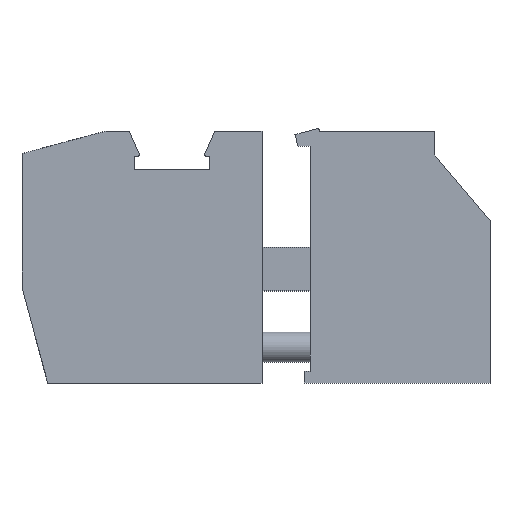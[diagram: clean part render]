
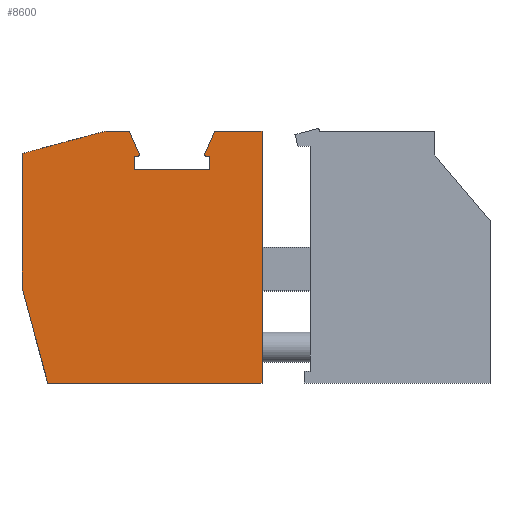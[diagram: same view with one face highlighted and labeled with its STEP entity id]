
A CAD part, top view. The second image highlights one B-rep face of the part: STEP entity #8600.
In plain terms, the highlighted planar face has unit normal (0, 0, 1).
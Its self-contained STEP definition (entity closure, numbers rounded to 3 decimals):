
#680=CARTESIAN_POINT('',(-165.675,94.345,8.1));
#690=VERTEX_POINT('',#680);
#720=CARTESIAN_POINT('',(-165.505,94.345,8.1));
#730=DIRECTION('',(0.,0.,1.));
#740=DIRECTION('',(1.,0.,0.));
#750=AXIS2_PLACEMENT_3D('',#720,#730,#740);
#760=CIRCLE('',#750,0.17);
#770=CARTESIAN_POINT('',(-165.505,94.175,8.1));
#780=VERTEX_POINT('',#770);
#790=EDGE_CURVE('',#690,#780,#760,.T.);
#1020=CARTESIAN_POINT('',(-207.151,0.,8.1));
#1030=DIRECTION('',(-0.402,-0.915,0.));
#1040=VECTOR('',#1030,1.);
#1050=LINE('',#1020,#1040);
#1060=CARTESIAN_POINT('',(-164.84,96.28,8.1));
#1070=VERTEX_POINT('',#1060);
#1080=CARTESIAN_POINT('',(-165.661,94.414,8.1));
#1090=VERTEX_POINT('',#1080);
#1100=EDGE_CURVE('',#1070,#1090,#1050,.T.);
#2490=CARTESIAN_POINT('',(-171.125,94.345,8.1));
#2500=VERTEX_POINT('',#2490);
#2530=CARTESIAN_POINT('',(-171.295,94.345,8.1));
#2540=DIRECTION('',(0.,0.,1.));
#2550=DIRECTION('',(1.,0.,0.));
#2560=AXIS2_PLACEMENT_3D('',#2530,#2540,#2550);
#2570=CIRCLE('',#2560,0.17);
#2580=CARTESIAN_POINT('',(-171.139,94.414,8.1));
#2590=VERTEX_POINT('',#2580);
#2600=EDGE_CURVE('',#2500,#2590,#2570,.T.);
#2960=CARTESIAN_POINT('',(-160.9,96.28,8.1));
#2970=VERTEX_POINT('',#2960);
#3020=CARTESIAN_POINT('',(0.,96.28,8.1));
#3030=DIRECTION('',(-1.,0.,0.));
#3040=VECTOR('',#3030,1.);
#3050=LINE('',#3020,#3040);
#3060=EDGE_CURVE('',#2970,#1070,#3050,.T.);
#5860=CARTESIAN_POINT('',(-160.9,75.28,8.1));
#5870=VERTEX_POINT('',#5860);
#5900=CARTESIAN_POINT('',(-160.9,0.,8.1));
#5910=DIRECTION('',(0.,1.,0.));
#5920=VECTOR('',#5910,1.);
#5930=LINE('',#5900,#5920);
#5940=EDGE_CURVE('',#5870,#2970,#5930,.T.);
#6630=CARTESIAN_POINT('',(-171.96,96.28,8.1));
#6640=VERTEX_POINT('',#6630);
#6670=CARTESIAN_POINT('',(0.,96.28,8.1));
#6680=DIRECTION('',(1.,0.,0.));
#6690=VECTOR('',#6680,1.);
#6700=LINE('',#6670,#6690);
#6710=CARTESIAN_POINT('',(-173.9,96.28,8.1));
#6720=VERTEX_POINT('',#6710);
#6730=EDGE_CURVE('',#6720,#6640,#6700,.T.);
#7670=CARTESIAN_POINT('',(-164.521,82.856,8.1));
#7680=DIRECTION('',(0.,0.,1.));
#7690=DIRECTION('',(1.,0.,0.));
#7700=AXIS2_PLACEMENT_3D('',#7670,#7680,#7690);
#7710=PLANE('',#7700);
#7720=ORIENTED_EDGE('',*,*,#5940,.T.);
#7730=CARTESIAN_POINT('',(0.,75.28,8.1));
#7740=DIRECTION('',(-1.,0.,0.));
#7750=VECTOR('',#7740,1.);
#7760=LINE('',#7730,#7750);
#7770=CARTESIAN_POINT('',(-178.756,75.28,8.1));
#7780=VERTEX_POINT('',#7770);
#7790=EDGE_CURVE('',#5870,#7780,#7760,.T.);
#7800=ORIENTED_EDGE('',*,*,#7790,.F.);
#7810=CARTESIAN_POINT('',(-158.585,0.,8.1));
#7820=DIRECTION('',(-0.259,0.966,0.));
#7830=VECTOR('',#7820,1.);
#7840=LINE('',#7810,#7830);
#7850=CARTESIAN_POINT('',(-180.9,83.28,8.1));
#7860=VERTEX_POINT('',#7850);
#7870=EDGE_CURVE('',#7780,#7860,#7840,.T.);
#7880=ORIENTED_EDGE('',*,*,#7870,.F.);
#7890=CARTESIAN_POINT('',(-180.9,0.,8.1));
#7900=DIRECTION('',(0.,-1.,0.));
#7910=VECTOR('',#7900,1.);
#7920=LINE('',#7890,#7910);
#7930=CARTESIAN_POINT('',(-180.9,94.405,8.1));
#7940=VERTEX_POINT('',#7930);
#7950=EDGE_CURVE('',#7940,#7860,#7920,.T.);
#7960=ORIENTED_EDGE('',*,*,#7950,.T.);
#7970=CARTESIAN_POINT('',(0.,142.877,8.1));
#7980=DIRECTION('',(0.966,0.259,0.));
#7990=VECTOR('',#7980,1.);
#8000=LINE('',#7970,#7990);
#8010=EDGE_CURVE('',#7940,#6720,#8000,.T.);
#8020=ORIENTED_EDGE('',*,*,#8010,.F.);
#8030=ORIENTED_EDGE('',*,*,#6730,.F.);
#8040=CARTESIAN_POINT('',(-129.649,0.,8.1));
#8050=DIRECTION('',(0.402,-0.915,0.));
#8060=VECTOR('',#8050,1.);
#8070=LINE('',#8040,#8060);
#8080=EDGE_CURVE('',#6640,#2590,#8070,.T.);
#8090=ORIENTED_EDGE('',*,*,#8080,.F.);
#8100=ORIENTED_EDGE('',*,*,#2600,.T.);
#8110=CARTESIAN_POINT('',(-171.295,94.175,8.1));
#8120=VERTEX_POINT('',#8110);
#8130=EDGE_CURVE('',#8120,#2500,#2570,.T.);
#8140=ORIENTED_EDGE('',*,*,#8130,.T.);
#8150=CARTESIAN_POINT('',(0.,94.175,8.1));
#8160=DIRECTION('',(-1.,0.,0.));
#8170=VECTOR('',#8160,1.);
#8180=LINE('',#8150,#8170);
#8190=CARTESIAN_POINT('',(-171.563,94.175,8.1));
#8200=VERTEX_POINT('',#8190);
#8210=EDGE_CURVE('',#8120,#8200,#8180,.T.);
#8220=ORIENTED_EDGE('',*,*,#8210,.F.);
#8230=CARTESIAN_POINT('',(-171.563,0.,8.1));
#8240=DIRECTION('',(0.,-1.,0.));
#8250=VECTOR('',#8240,1.);
#8260=LINE('',#8230,#8250);
#8270=CARTESIAN_POINT('',(-171.563,93.105,8.1));
#8280=VERTEX_POINT('',#8270);
#8290=EDGE_CURVE('',#8200,#8280,#8260,.T.);
#8300=ORIENTED_EDGE('',*,*,#8290,.F.);
#8310=CARTESIAN_POINT('',(0.,93.105,8.1));
#8320=DIRECTION('',(-1.,0.,0.));
#8330=VECTOR('',#8320,1.);
#8340=LINE('',#8310,#8330);
#8350=CARTESIAN_POINT('',(-165.238,93.105,8.1));
#8360=VERTEX_POINT('',#8350);
#8370=EDGE_CURVE('',#8360,#8280,#8340,.T.);
#8380=ORIENTED_EDGE('',*,*,#8370,.T.);
#8390=CARTESIAN_POINT('',(-165.238,0.,8.1));
#8400=DIRECTION('',(0.,-1.,0.));
#8410=VECTOR('',#8400,1.);
#8420=LINE('',#8390,#8410);
#8430=CARTESIAN_POINT('',(-165.238,94.175,8.1));
#8440=VERTEX_POINT('',#8430);
#8450=EDGE_CURVE('',#8440,#8360,#8420,.T.);
#8460=ORIENTED_EDGE('',*,*,#8450,.T.);
#8470=CARTESIAN_POINT('',(0.,94.175,8.1));
#8480=DIRECTION('',(1.,0.,0.));
#8490=VECTOR('',#8480,1.);
#8500=LINE('',#8470,#8490);
#8510=EDGE_CURVE('',#780,#8440,#8500,.T.);
#8520=ORIENTED_EDGE('',*,*,#8510,.T.);
#8530=ORIENTED_EDGE('',*,*,#790,.T.);
#8540=EDGE_CURVE('',#1090,#690,#760,.T.);
#8550=ORIENTED_EDGE('',*,*,#8540,.T.);
#8560=ORIENTED_EDGE('',*,*,#1100,.T.);
#8570=ORIENTED_EDGE('',*,*,#3060,.T.);
#8580=EDGE_LOOP('',(#8570,#8560,#8550,#8530,#8520,#8460,#8380,#8300,
#8220,#8140,#8100,#8090,#8030,#8020,#7960,#7880,#7800,#7720));
#8590=FACE_OUTER_BOUND('',#8580,.T.);
#8600=ADVANCED_FACE('',(#8590),#7710,.T.);
